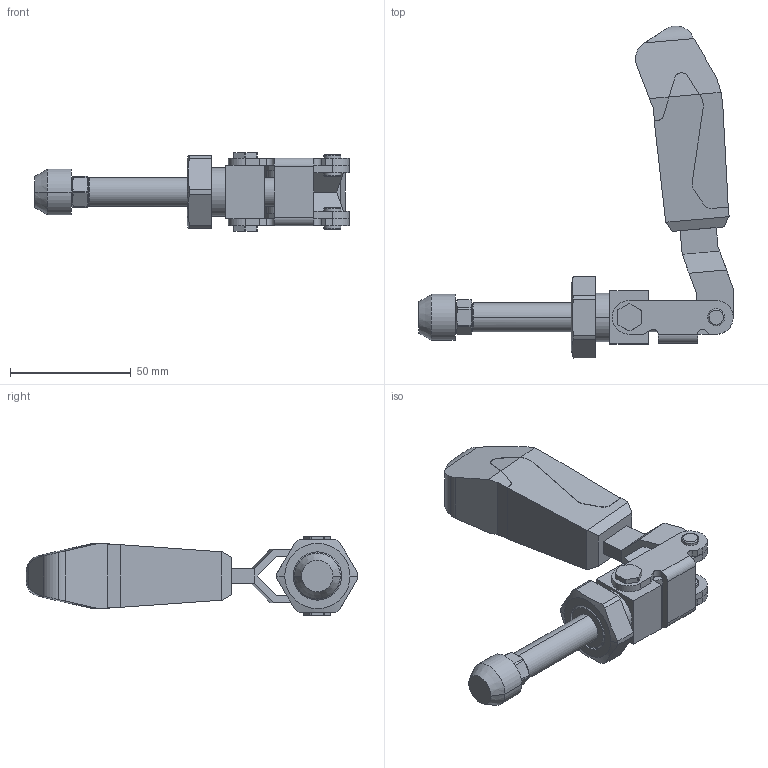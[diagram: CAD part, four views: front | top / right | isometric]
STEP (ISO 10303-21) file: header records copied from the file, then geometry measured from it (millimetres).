
FILE_DESCRIPTION(('STEP AP214'),'1');
FILE_NAME('HALDERN_EH_23330_2104.stp','2019-11-14T12:13:49',('TraceParts'),('TraceParts S.A.'),'Spatial InterOp 3D',' ',' ');
FILE_SCHEMA(('AUTOMOTIVE_DESIGN { 1 0 10303 214 1 1 1 1 }'));
Length unit declared in the file: millimetre
Products named in the file (1): HALDERN_EH_23330_2104_1
Bounding box: 130 x 137.28 x 32.4 mm (x, y, z)
Volume: 90840 mm3; surface area: 32127.9 mm2
Topology: 7 solids, 8 shells, 307 faces, 791 edges, 516 vertices
Faces by surface type: plane 147, cylinder 122, cone 26, bspline 12
Entity records: 12222 total; most frequent: CARTESIAN_POINT 2183, ORIENTED_EDGE 1582, DIRECTION 1561, EDGE_CURVE 791, AXIS2_PLACEMENT_3D 550, VERTEX_POINT 516, LINE 461, VECTOR 461
